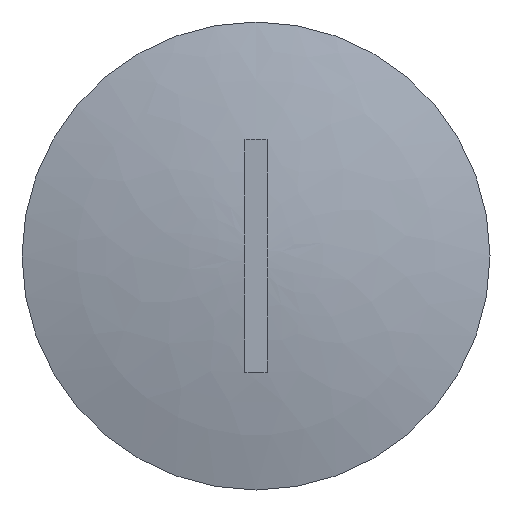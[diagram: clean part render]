
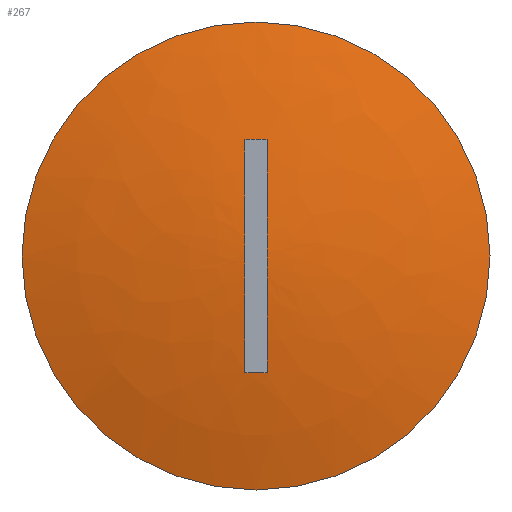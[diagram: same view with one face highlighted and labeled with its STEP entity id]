
A CAD part, left-side view. The second image highlights one B-rep face of the part: STEP entity #267.
In plain terms, the highlighted free-form (B-spline) face has degree [2, 2] with [3, 9] control points.
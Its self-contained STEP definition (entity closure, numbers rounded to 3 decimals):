
#28=(
BOUNDED_CURVE()
B_SPLINE_CURVE(2,(#1269,#1270,#1271),.UNSPECIFIED.,.F.,.F.)
B_SPLINE_CURVE_WITH_KNOTS((3,3),(1.302,1.415),
 .UNSPECIFIED.)
CURVE()
GEOMETRIC_REPRESENTATION_ITEM()
RATIONAL_B_SPLINE_CURVE((1.,0.997,0.997))
REPRESENTATION_ITEM('')
);
#29=(
BOUNDED_SURFACE()
B_SPLINE_SURFACE(2,2,((#1238,#1239,#1240,#1241,#1242,#1243,#1244,#1245,
#1246),(#1247,#1248,#1249,#1250,#1251,#1252,#1253,#1254,#1255),(#1256,#1257,
#1258,#1259,#1260,#1261,#1262,#1263,#1264)),.UNSPECIFIED.,.F.,.T.,.F.)
B_SPLINE_SURFACE_WITH_KNOTS((3,3),(3,2,2,2,3),(-1.516,-1.302),
(-3.142,-1.571,0.,1.571,3.142),
 .UNSPECIFIED.)
GEOMETRIC_REPRESENTATION_ITEM()
RATIONAL_B_SPLINE_SURFACE(((1.,0.707,1.,0.707,1.,
0.707,1.,0.707,1.),(0.994,0.703,
0.994,0.703,0.994,0.703,0.994,
0.703,0.994),(1.,0.707,1.,0.707,
1.,0.707,1.,0.707,1.)))
REPRESENTATION_ITEM('')
SURFACE()
);
#69=FACE_OUTER_BOUND('',#91,.T.);
#91=EDGE_LOOP('',(#225,#226,#227,#228,#229,#230,#231,#232,#233));
#110=CIRCLE('',#322,9.95);
#111=CIRCLE('',#323,9.95);
#112=CIRCLE('',#324,9.95);
#115=CIRCLE('',#330,19.92);
#116=CIRCLE('',#331,19.92);
#132=B_SPLINE_CURVE_WITH_KNOTS('',3,(#1183,#1184,#1185,#1186,#1187,#1188,
#1189,#1190,#1191,#1192,#1193,#1194,#1195,#1196,#1197,#1198,#1199,#1200,
#1201),.UNSPECIFIED.,.F.,.F.,(4,2,2,2,3,2,2,2,4),(-0.959,-0.799,
-0.399,-0.2,0.,0.2,0.399,
0.799,0.959),.UNSPECIFIED.);
#133=B_SPLINE_CURVE_WITH_KNOTS('',3,(#1206,#1207,#1208,#1209,#1210,#1211,
#1212,#1213,#1214,#1215,#1216,#1217,#1218,#1219,#1220,#1221,#1222,#1223,
#1224),.UNSPECIFIED.,.F.,.F.,(4,2,2,2,3,2,2,2,4),(-0.959,-0.799,
-0.399,-0.2,0.,0.2,0.399,
0.799,0.959),.UNSPECIFIED.);
#143=VERTEX_POINT('',#1181);
#144=VERTEX_POINT('',#1182);
#145=VERTEX_POINT('',#1204);
#146=VERTEX_POINT('',#1205);
#147=VERTEX_POINT('',#1227);
#150=VERTEX_POINT('',#1265);
#151=VERTEX_POINT('',#1266);
#171=EDGE_CURVE('',#143,#144,#132,.T.);
#173=EDGE_CURVE('',#145,#146,#133,.T.);
#175=EDGE_CURVE('',#146,#147,#110,.T.);
#176=EDGE_CURVE('',#144,#145,#111,.T.);
#177=EDGE_CURVE('',#147,#143,#112,.T.);
#180=EDGE_CURVE('',#150,#151,#115,.T.);
#181=EDGE_CURVE('',#151,#150,#116,.T.);
#182=EDGE_CURVE('',#151,#147,#28,.T.);
#225=ORIENTED_EDGE('',*,*,#180,.F.);
#226=ORIENTED_EDGE('',*,*,#181,.F.);
#227=ORIENTED_EDGE('',*,*,#182,.T.);
#228=ORIENTED_EDGE('',*,*,#177,.T.);
#229=ORIENTED_EDGE('',*,*,#171,.T.);
#230=ORIENTED_EDGE('',*,*,#176,.T.);
#231=ORIENTED_EDGE('',*,*,#173,.T.);
#232=ORIENTED_EDGE('',*,*,#175,.T.);
#233=ORIENTED_EDGE('',*,*,#182,.F.);
#267=ADVANCED_FACE('',(#69),#29,.F.);
#322=AXIS2_PLACEMENT_3D('',#1228,#377,#378);
#323=AXIS2_PLACEMENT_3D('',#1229,#379,#380);
#324=AXIS2_PLACEMENT_3D('',#1230,#381,#382);
#330=AXIS2_PLACEMENT_3D('',#1267,#393,#394);
#331=AXIS2_PLACEMENT_3D('',#1268,#395,#396);
#377=DIRECTION('center_axis',(1.,0.,0.));
#378=DIRECTION('ref_axis',(0.,0.,-1.));
#379=DIRECTION('center_axis',(1.,0.,0.));
#380=DIRECTION('ref_axis',(0.,0.,-1.));
#381=DIRECTION('center_axis',(1.,0.,0.));
#382=DIRECTION('ref_axis',(0.,0.,-1.));
#393=DIRECTION('center_axis',(1.,0.,0.));
#394=DIRECTION('ref_axis',(0.,0.,-1.));
#395=DIRECTION('center_axis',(1.,0.,0.));
#396=DIRECTION('ref_axis',(0.,0.,-1.));
#1181=CARTESIAN_POINT('',(-11.25,-0.95,9.905));
#1182=CARTESIAN_POINT('',(-11.25,-0.95,-9.905));
#1183=CARTESIAN_POINT('Ctrl Pts',(-11.25,-0.95,9.905));
#1184=CARTESIAN_POINT('Ctrl Pts',(-11.338,-0.95,
9.341));
#1185=CARTESIAN_POINT('Ctrl Pts',(-11.421,-0.95,
8.778));
#1186=CARTESIAN_POINT('Ctrl Pts',(-11.689,-0.95,
6.815));
#1187=CARTESIAN_POINT('Ctrl Pts',(-11.846,-0.95,
5.425));
#1188=CARTESIAN_POINT('Ctrl Pts',(-12.028,-0.95,3.368));
#1189=CARTESIAN_POINT('Ctrl Pts',(-12.081,-0.95,
2.687));
#1190=CARTESIAN_POINT('Ctrl Pts',(-12.166,-0.95,
1.336));
#1191=CARTESIAN_POINT('Ctrl Pts',(-12.203,-0.95,
0.666));
#1192=CARTESIAN_POINT('Ctrl Pts',(-12.203,-0.95,
0.));
#1193=CARTESIAN_POINT('Ctrl Pts',(-12.203,-0.95,-0.666));
#1194=CARTESIAN_POINT('Ctrl Pts',(-12.166,-0.95,
-1.336));
#1195=CARTESIAN_POINT('Ctrl Pts',(-12.081,-0.95,-2.687));
#1196=CARTESIAN_POINT('Ctrl Pts',(-12.028,-0.95,-3.368));
#1197=CARTESIAN_POINT('Ctrl Pts',(-11.846,-0.95,-5.425));
#1198=CARTESIAN_POINT('Ctrl Pts',(-11.689,-0.95,-6.815));
#1199=CARTESIAN_POINT('Ctrl Pts',(-11.421,-0.95,-8.778));
#1200=CARTESIAN_POINT('Ctrl Pts',(-11.338,-0.95,
-9.341));
#1201=CARTESIAN_POINT('Ctrl Pts',(-11.25,-0.95,-9.905));
#1204=CARTESIAN_POINT('',(-11.25,0.95,-9.905));
#1205=CARTESIAN_POINT('',(-11.25,0.95,9.905));
#1206=CARTESIAN_POINT('Ctrl Pts',(-11.25,0.95,-9.905));
#1207=CARTESIAN_POINT('Ctrl Pts',(-11.338,0.95,-9.341));
#1208=CARTESIAN_POINT('Ctrl Pts',(-11.421,0.95,-8.778));
#1209=CARTESIAN_POINT('Ctrl Pts',(-11.689,0.95,-6.815));
#1210=CARTESIAN_POINT('Ctrl Pts',(-11.846,0.95,-5.425));
#1211=CARTESIAN_POINT('Ctrl Pts',(-12.028,0.95,-3.368));
#1212=CARTESIAN_POINT('Ctrl Pts',(-12.081,0.95,-2.687));
#1213=CARTESIAN_POINT('Ctrl Pts',(-12.166,0.95,-1.336));
#1214=CARTESIAN_POINT('Ctrl Pts',(-12.203,0.95,-0.666));
#1215=CARTESIAN_POINT('Ctrl Pts',(-12.203,0.95,0.));
#1216=CARTESIAN_POINT('Ctrl Pts',(-12.203,0.95,0.666));
#1217=CARTESIAN_POINT('Ctrl Pts',(-12.166,0.95,1.336));
#1218=CARTESIAN_POINT('Ctrl Pts',(-12.081,0.95,2.687));
#1219=CARTESIAN_POINT('Ctrl Pts',(-12.028,0.95,3.368));
#1220=CARTESIAN_POINT('Ctrl Pts',(-11.846,0.95,5.425));
#1221=CARTESIAN_POINT('Ctrl Pts',(-11.689,0.95,6.815));
#1222=CARTESIAN_POINT('Ctrl Pts',(-11.421,0.95,8.778));
#1223=CARTESIAN_POINT('Ctrl Pts',(-11.338,0.95,9.341));
#1224=CARTESIAN_POINT('Ctrl Pts',(-11.25,0.95,9.905));
#1227=CARTESIAN_POINT('',(-11.25,0.,9.95));
#1228=CARTESIAN_POINT('Origin',(-11.25,0.,0.));
#1229=CARTESIAN_POINT('Origin',(-11.25,0.,0.));
#1230=CARTESIAN_POINT('Origin',(-11.25,0.,0.));
#1238=CARTESIAN_POINT('Ctrl Pts',(-12.203,0.,0.95));
#1239=CARTESIAN_POINT('Ctrl Pts',(-12.203,-0.95,
0.95));
#1240=CARTESIAN_POINT('Ctrl Pts',(-12.203,-0.95,
0.));
#1241=CARTESIAN_POINT('Ctrl Pts',(-12.203,-0.95,
-0.95));
#1242=CARTESIAN_POINT('Ctrl Pts',(-12.203,0.,-0.95));
#1243=CARTESIAN_POINT('Ctrl Pts',(-12.203,0.95,-0.95));
#1244=CARTESIAN_POINT('Ctrl Pts',(-12.203,0.95,0.));
#1245=CARTESIAN_POINT('Ctrl Pts',(-12.203,0.95,0.95));
#1246=CARTESIAN_POINT('Ctrl Pts',(-12.203,0.,0.95));
#1247=CARTESIAN_POINT('Ctrl Pts',(-11.67,0.,10.602));
#1248=CARTESIAN_POINT('Ctrl Pts',(-11.67,-10.602,10.602));
#1249=CARTESIAN_POINT('Ctrl Pts',(-11.67,-10.602,0.));
#1250=CARTESIAN_POINT('Ctrl Pts',(-11.67,-10.602,-10.602));
#1251=CARTESIAN_POINT('Ctrl Pts',(-11.67,0.,-10.602));
#1252=CARTESIAN_POINT('Ctrl Pts',(-11.67,10.602,-10.602));
#1253=CARTESIAN_POINT('Ctrl Pts',(-11.67,10.602,0.));
#1254=CARTESIAN_POINT('Ctrl Pts',(-11.67,10.602,10.602));
#1255=CARTESIAN_POINT('Ctrl Pts',(-11.67,0.,10.602));
#1256=CARTESIAN_POINT('Ctrl Pts',(-9.1,0.,19.92));
#1257=CARTESIAN_POINT('Ctrl Pts',(-9.1,-19.92,19.92));
#1258=CARTESIAN_POINT('Ctrl Pts',(-9.1,-19.92,0.));
#1259=CARTESIAN_POINT('Ctrl Pts',(-9.1,-19.92,-19.92));
#1260=CARTESIAN_POINT('Ctrl Pts',(-9.1,0.,-19.92));
#1261=CARTESIAN_POINT('Ctrl Pts',(-9.1,19.92,-19.92));
#1262=CARTESIAN_POINT('Ctrl Pts',(-9.1,19.92,0.));
#1263=CARTESIAN_POINT('Ctrl Pts',(-9.1,19.92,19.92));
#1264=CARTESIAN_POINT('Ctrl Pts',(-9.1,0.,19.92));
#1265=CARTESIAN_POINT('',(-9.1,19.92,0.));
#1266=CARTESIAN_POINT('',(-9.1,0.,19.92));
#1267=CARTESIAN_POINT('Origin',(-9.1,0.,0.));
#1268=CARTESIAN_POINT('Origin',(-9.1,0.,0.));
#1269=CARTESIAN_POINT('Ctrl Pts',(-9.1,0.,19.92));
#1270=CARTESIAN_POINT('Ctrl Pts',(-10.458,0.,14.996));
#1271=CARTESIAN_POINT('Ctrl Pts',(-11.25,0.,9.95));
